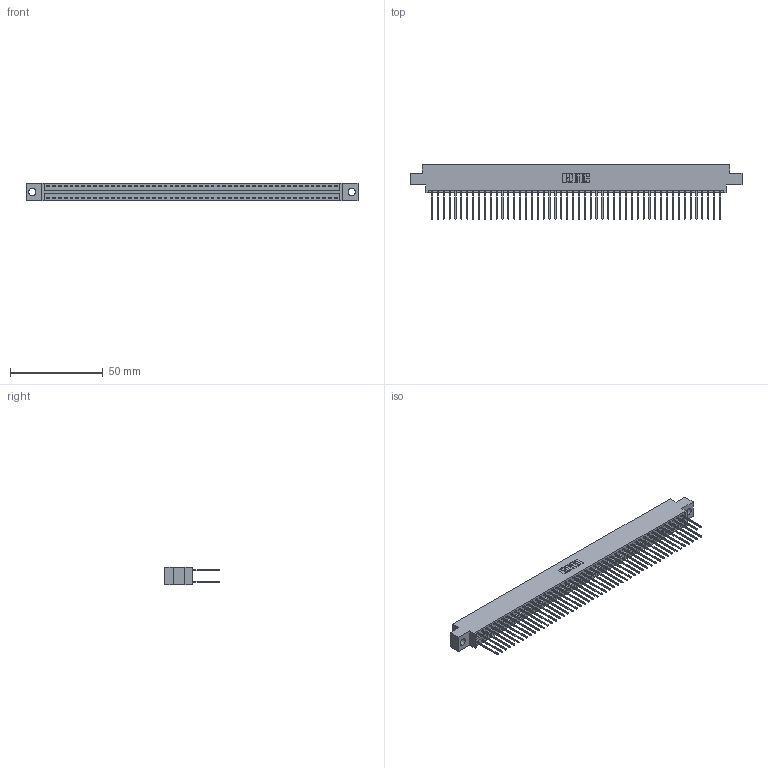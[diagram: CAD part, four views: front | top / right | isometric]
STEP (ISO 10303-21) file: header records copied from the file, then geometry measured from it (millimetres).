
FILE_DESCRIPTION (( 'STEP AP203' ), '1' );
FILE_NAME ('346-100-540-804.STEP', '2022-05-26T20:38:59', ( '' ), ( '' ), 'SwSTEP 2.0', 'SolidWorks 2020', '' );
FILE_SCHEMA (( 'CONFIG_CONTROL_DESIGN' ));
Length unit declared in the file: inch
Products named in the file (3): 346 Part_0.170 Offset - 0.156 Dia-TH; 346-100-540-804; 345-292-001_345-293-140
Assembly tree (101 placements, depth 2):
  346-100-540-804
    346 Part_0.170 Offset - 0.156 Dia-TH
    345-292-001_345-293-140  x100
Bounding box: 179.32 x 29.46 x 9.4 mm (x, y, z)
Volume: 17667 mm3; surface area: 26230.8 mm2
Topology: 101 solids, 101 shells, 5340 faces, 15877 edges, 10450 vertices
Faces by surface type: plane 3594, cylinder 1746
Entity records: 32123 total; most frequent: CARTESIAN_POINT 5290, ORIENTED_EDGE 5222, DIRECTION 4711, EDGE_CURVE 2611, LINE 2279, VECTOR 2279, VERTEX_POINT 1738, AXIS2_PLACEMENT_3D 1216
